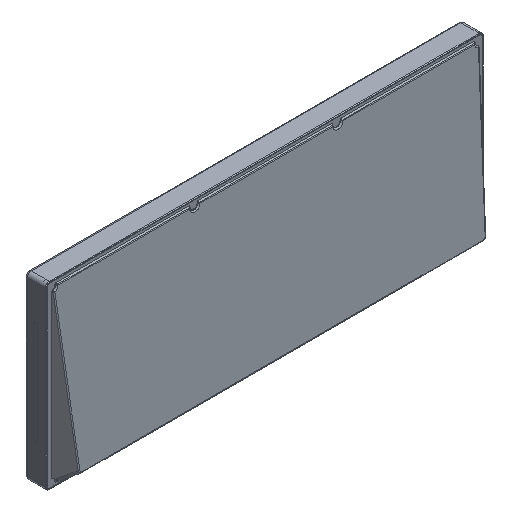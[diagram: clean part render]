
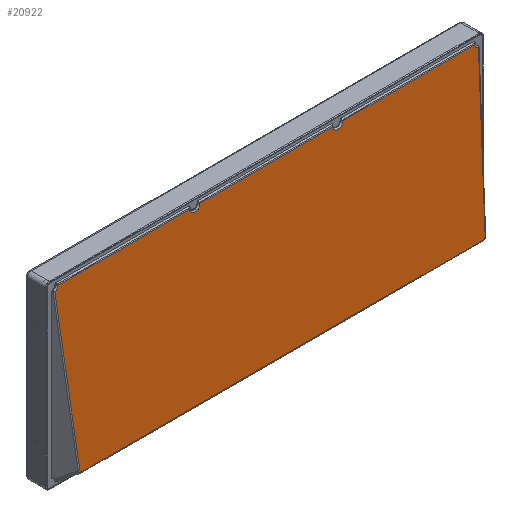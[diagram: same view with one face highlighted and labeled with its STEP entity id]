
A CAD part, isometric view. The second image highlights one B-rep face of the part: STEP entity #20922.
In plain terms, the highlighted planar face has unit normal (0, -0.995, 0.104).
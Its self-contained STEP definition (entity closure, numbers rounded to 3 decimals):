
#39=ELLIPSE('',#23047,4.022,4.);
#42=ELLIPSE('',#23053,2.54,2.);
#44=ELLIPSE('',#23058,2.54,2.);
#46=ELLIPSE('',#23061,4.022,4.);
#48=ELLIPSE('',#23064,4.022,4.);
#50=ELLIPSE('',#23067,4.022,4.);
#927=PLANE('',#23088);
#1978=FACE_OUTER_BOUND('',#3267,.T.);
#3267=EDGE_LOOP('',(#19054,#19055,#19056,#19057,#19058,#19059,#19060,#19061,
#19062,#19063,#19064,#19065));
#5144=LINE('',#35962,#7040);
#5146=LINE('',#35998,#7042);
#5148=LINE('',#36031,#7044);
#5150=LINE('',#36061,#7046);
#5152=LINE('',#36116,#7048);
#5154=LINE('',#36171,#7050);
#7040=VECTOR('',#28990,10.);
#7042=VECTOR('',#29004,10.);
#7044=VECTOR('',#29014,10.);
#7046=VECTOR('',#29022,10.);
#7048=VECTOR('',#29030,10.);
#7050=VECTOR('',#29038,10.);
#10048=VERTEX_POINT('',#35388);
#10053=VERTEX_POINT('',#35466);
#10058=VERTEX_POINT('',#35544);
#10063=VERTEX_POINT('',#35622);
#10068=VERTEX_POINT('',#35700);
#10073=VERTEX_POINT('',#35778);
#10078=VERTEX_POINT('',#35849);
#10083=VERTEX_POINT('',#35920);
#10084=VERTEX_POINT('',#35961);
#10086=VERTEX_POINT('',#35991);
#10087=VERTEX_POINT('',#35996);
#10088=VERTEX_POINT('',#36024);
#13067=EDGE_CURVE('',#10048,#10083,#39,.T.);
#13069=EDGE_CURVE('',#10083,#10084,#5144,.T.);
#13074=EDGE_CURVE('',#10084,#10086,#42,.T.);
#13076=EDGE_CURVE('',#10086,#10087,#5146,.T.);
#13079=EDGE_CURVE('',#10087,#10088,#44,.T.);
#13081=EDGE_CURVE('',#10088,#10078,#5148,.T.);
#13083=EDGE_CURVE('',#10078,#10073,#46,.T.);
#13085=EDGE_CURVE('',#10073,#10068,#5150,.T.);
#13087=EDGE_CURVE('',#10068,#10063,#48,.T.);
#13089=EDGE_CURVE('',#10063,#10058,#5152,.T.);
#13091=EDGE_CURVE('',#10058,#10053,#50,.T.);
#13093=EDGE_CURVE('',#10053,#10048,#5154,.T.);
#19054=ORIENTED_EDGE('',*,*,#13067,.F.);
#19055=ORIENTED_EDGE('',*,*,#13093,.F.);
#19056=ORIENTED_EDGE('',*,*,#13091,.F.);
#19057=ORIENTED_EDGE('',*,*,#13089,.F.);
#19058=ORIENTED_EDGE('',*,*,#13087,.F.);
#19059=ORIENTED_EDGE('',*,*,#13085,.F.);
#19060=ORIENTED_EDGE('',*,*,#13083,.F.);
#19061=ORIENTED_EDGE('',*,*,#13081,.F.);
#19062=ORIENTED_EDGE('',*,*,#13079,.F.);
#19063=ORIENTED_EDGE('',*,*,#13076,.F.);
#19064=ORIENTED_EDGE('',*,*,#13074,.F.);
#19065=ORIENTED_EDGE('',*,*,#13069,.F.);
#20922=ADVANCED_FACE('',(#1978),#927,.T.);
#23047=AXIS2_PLACEMENT_3D('',#35958,#28984,#28985);
#23053=AXIS2_PLACEMENT_3D('',#35994,#28998,#28999);
#23058=AXIS2_PLACEMENT_3D('',#36028,#29009,#29010);
#23061=AXIS2_PLACEMENT_3D('',#36058,#29017,#29018);
#23064=AXIS2_PLACEMENT_3D('',#36113,#29025,#29026);
#23067=AXIS2_PLACEMENT_3D('',#36168,#29033,#29034);
#23088=AXIS2_PLACEMENT_3D('',#36485,#29080,#29081);
#28984=DIRECTION('center_axis',(0.,-0.995,0.105));
#28985=DIRECTION('ref_axis',(0.,-0.105,-0.995));
#28990=DIRECTION('',(-0.06,-0.104,-0.993));
#28998=DIRECTION('center_axis',(0.,0.995,-0.105));
#28999=DIRECTION('ref_axis',(0.69,-0.076,-0.72));
#29004=DIRECTION('',(-1.,0.,0.));
#29009=DIRECTION('center_axis',(0.,0.995,-0.105));
#29010=DIRECTION('ref_axis',(-0.69,-0.076,-0.72));
#29014=DIRECTION('',(-0.06,0.104,0.993));
#29017=DIRECTION('center_axis',(0.,-0.995,0.105));
#29018=DIRECTION('ref_axis',(0.,-0.105,-0.995));
#29022=DIRECTION('',(1.,0.,0.));
#29025=DIRECTION('center_axis',(0.,-0.995,0.105));
#29026=DIRECTION('ref_axis',(0.,-0.105,-0.995));
#29030=DIRECTION('',(1.,0.,0.));
#29033=DIRECTION('center_axis',(0.,-0.995,0.105));
#29034=DIRECTION('ref_axis',(0.,-0.105,-0.995));
#29038=DIRECTION('',(1.,0.,0.));
#29080=DIRECTION('center_axis',(0.,-0.995,0.105));
#29081=DIRECTION('ref_axis',(0.,-0.105,-0.995));
#35388=CARTESIAN_POINT('',(317.854,-9.645,125.949));
#35466=CARTESIAN_POINT('',(216.186,-9.645,125.949));
#35544=CARTESIAN_POINT('',(208.244,-9.645,125.949));
#35622=CARTESIAN_POINT('',(106.081,-9.645,125.949));
#35700=CARTESIAN_POINT('',(98.139,-9.645,125.949));
#35778=CARTESIAN_POINT('',(-3.529,-9.645,125.949));
#35849=CARTESIAN_POINT('',(-6.062,-9.986,122.697));
#35920=CARTESIAN_POINT('',(320.387,-9.986,122.697));
#35958=CARTESIAN_POINT('Origin',(321.825,-9.594,126.43));
#35961=CARTESIAN_POINT('',(313.344,-22.184,6.646));
#35962=CARTESIAN_POINT('',(314.348,-20.446,23.184));
#35991=CARTESIAN_POINT('',(311.608,-22.354,5.025));
#35994=CARTESIAN_POINT('Origin',(311.075,-22.114,7.311));
#35996=CARTESIAN_POINT('',(2.717,-22.354,5.025));
#35998=CARTESIAN_POINT('',(115.997,-22.354,5.025));
#36024=CARTESIAN_POINT('',(0.981,-22.184,6.646));
#36028=CARTESIAN_POINT('Origin',(3.25,-22.114,7.311));
#36031=CARTESIAN_POINT('',(0.035,-20.547,22.223));
#36058=CARTESIAN_POINT('Origin',(-7.5,-9.594,126.43));
#36061=CARTESIAN_POINT('',(198.328,-9.645,125.949));
#36113=CARTESIAN_POINT('Origin',(102.11,-9.594,126.43));
#36116=CARTESIAN_POINT('',(198.328,-9.645,125.949));
#36168=CARTESIAN_POINT('Origin',(212.215,-9.594,126.43));
#36171=CARTESIAN_POINT('',(198.328,-9.645,125.949));
#36485=CARTESIAN_POINT('Origin',(157.163,-16.442,61.276));
